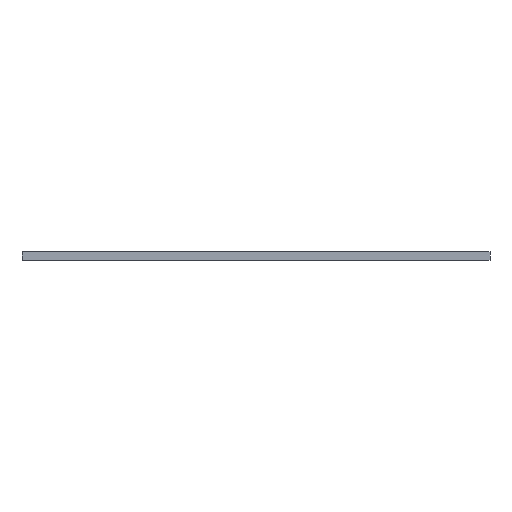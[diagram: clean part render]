
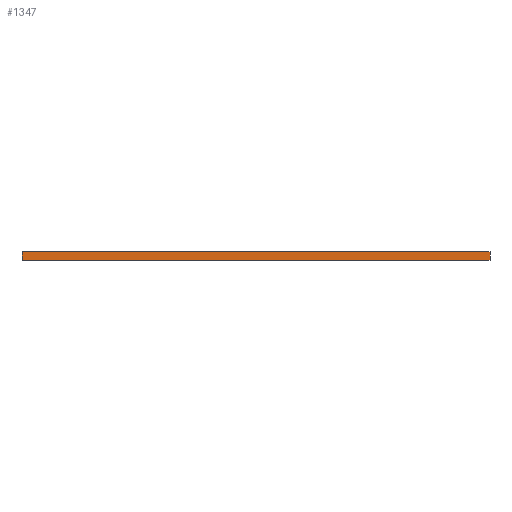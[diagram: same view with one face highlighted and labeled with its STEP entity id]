
A CAD part, front view. The second image highlights one B-rep face of the part: STEP entity #1347.
In plain terms, the highlighted planar face has unit normal (0, -1, 0).
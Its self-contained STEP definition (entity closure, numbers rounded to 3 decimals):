
#67=PLANE('',#1483);
#133=FACE_OUTER_BOUND('',#199,.T.);
#199=EDGE_LOOP('',(#1109,#1110,#1111,#1112));
#347=LINE('',#2224,#483);
#348=LINE('',#2227,#484);
#349=LINE('',#2229,#485);
#350=LINE('',#2230,#486);
#483=VECTOR('',#1839,10.);
#484=VECTOR('',#1842,10.);
#485=VECTOR('',#1843,10.);
#486=VECTOR('',#1844,10.);
#673=VERTEX_POINT('',#2220);
#674=VERTEX_POINT('',#2222);
#675=VERTEX_POINT('',#2226);
#676=VERTEX_POINT('',#2228);
#859=EDGE_CURVE('',#673,#674,#347,.T.);
#860=EDGE_CURVE('',#673,#675,#348,.T.);
#861=EDGE_CURVE('',#676,#674,#349,.T.);
#862=EDGE_CURVE('',#675,#676,#350,.T.);
#1109=ORIENTED_EDGE('',*,*,#860,.F.);
#1110=ORIENTED_EDGE('',*,*,#859,.T.);
#1111=ORIENTED_EDGE('',*,*,#861,.F.);
#1112=ORIENTED_EDGE('',*,*,#862,.F.);
#1347=ADVANCED_FACE('',(#133),#67,.T.);
#1483=AXIS2_PLACEMENT_3D('',#2225,#1840,#1841);
#1839=DIRECTION('',(0.,0.,1.));
#1840=DIRECTION('center_axis',(0.,-1.,0.));
#1841=DIRECTION('ref_axis',(1.,0.,0.));
#1842=DIRECTION('',(-1.,0.,0.));
#1843=DIRECTION('',(1.,0.,0.));
#1844=DIRECTION('',(0.,0.,1.));
#2220=CARTESIAN_POINT('',(69.39,-87.871,0.));
#2222=CARTESIAN_POINT('',(69.39,-87.871,1.5));
#2224=CARTESIAN_POINT('',(69.39,-87.871,0.));
#2225=CARTESIAN_POINT('Origin',(-16.61,-87.871,0.));
#2226=CARTESIAN_POINT('',(-16.61,-87.871,0.));
#2227=CARTESIAN_POINT('',(69.39,-87.871,0.));
#2228=CARTESIAN_POINT('',(-16.61,-87.871,1.5));
#2229=CARTESIAN_POINT('',(69.39,-87.871,1.5));
#2230=CARTESIAN_POINT('',(-16.61,-87.871,0.));
